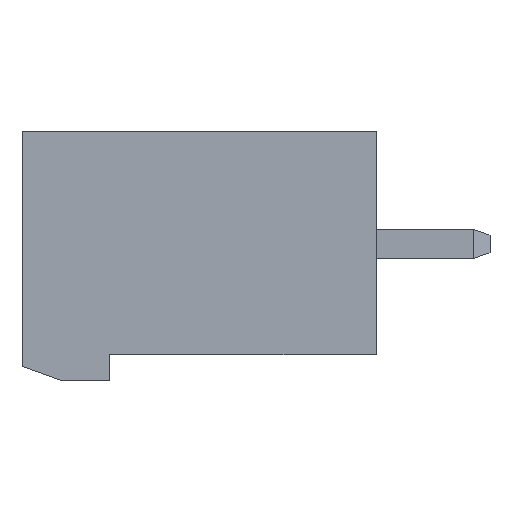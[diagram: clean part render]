
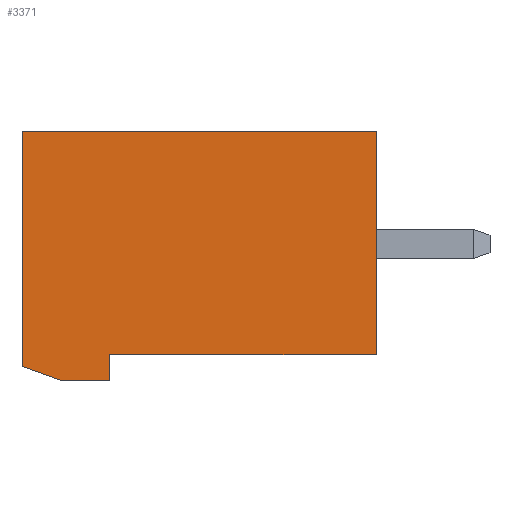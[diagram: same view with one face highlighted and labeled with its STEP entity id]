
A CAD part, left-side view. The second image highlights one B-rep face of the part: STEP entity #3371.
In plain terms, the highlighted planar face has unit normal (-1, 0, 0).
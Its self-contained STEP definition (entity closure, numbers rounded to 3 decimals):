
#149 = AXIS2_PLACEMENT_3D ( 'NONE', #4724, #1848, #6101 ) ;
#301 = VERTEX_POINT ( 'NONE', #862 ) ;
#383 = CARTESIAN_POINT ( 'NONE',  ( -11.16, 8.07, 10.15 ) ) ;
#408 = EDGE_CURVE ( 'NONE', #4605, #5751, #3446, .T. ) ;
#606 = LINE ( 'NONE', #672, #4590 ) ;
#672 = CARTESIAN_POINT ( 'NONE',  ( -11.16, 8.07, 10.15 ) ) ;
#785 = EDGE_CURVE ( 'NONE', #3352, #4800, #3313, .T. ) ;
#817 = EDGE_CURVE ( 'NONE', #301, #2277, #2878, .T. ) ;
#862 = CARTESIAN_POINT ( 'NONE',  ( -11.16, 7.67, 7.15 ) ) ;
#936 = VECTOR ( 'NONE', #5681, 1000. ) ;
#982 = EDGE_CURVE ( 'NONE', #2277, #3844, #2178, .T. ) ;
#1470 = DIRECTION ( 'NONE',  ( 0., -1., 0. ) ) ;
#1609 = EDGE_CURVE ( 'NONE', #3844, #3352, #2064, .T. ) ;
#1766 = CARTESIAN_POINT ( 'NONE',  ( -11.16, 8.57, 7.15 ) ) ;
#1822 = PLANE ( 'NONE',  #149 ) ;
#1843 = DIRECTION ( 'NONE',  ( 0., 0., -1. ) ) ;
#1848 = DIRECTION ( 'NONE',  ( -1., 0., 0. ) ) ;
#1853 = ORIENTED_EDGE ( 'NONE', *, *, #408, .F. ) ;
#1875 = LINE ( 'NONE', #3324, #936 ) ;
#2043 = DIRECTION ( 'NONE',  ( 0., 0.342, -0.94 ) ) ;
#2064 = LINE ( 'NONE', #3477, #3840 ) ;
#2178 = LINE ( 'NONE', #4083, #4854 ) ;
#2277 = VERTEX_POINT ( 'NONE', #4957 ) ;
#2328 = EDGE_CURVE ( 'NONE', #4800, #5751, #606, .T. ) ;
#2381 = EDGE_LOOP ( 'NONE', ( #5337, #5425, #3262, #3278, #2592, #4666, #1853 ) ) ;
#2592 = ORIENTED_EDGE ( 'NONE', *, *, #785, .T. ) ;
#2788 = CARTESIAN_POINT ( 'NONE',  ( -11.16, 0., 10.15 ) ) ;
#2878 = LINE ( 'NONE', #5175, #4153 ) ;
#2920 = CARTESIAN_POINT ( 'NONE',  ( -11.16, 8.57, 7.15 ) ) ;
#3262 = ORIENTED_EDGE ( 'NONE', *, *, #982, .T. ) ;
#3278 = ORIENTED_EDGE ( 'NONE', *, *, #1609, .T. ) ;
#3286 = CARTESIAN_POINT ( 'NONE',  ( -11.16, 0., 10.15 ) ) ;
#3311 = EDGE_CURVE ( 'NONE', #301, #4605, #1875, .T. ) ;
#3313 = LINE ( 'NONE', #3286, #4953 ) ;
#3324 = CARTESIAN_POINT ( 'NONE',  ( -11.16, 8.57, 7.15 ) ) ;
#3352 = VERTEX_POINT ( 'NONE', #2788 ) ;
#3371 = ADVANCED_FACE ( 'NONE', ( #3730 ), #1822, .T. ) ;
#3446 = LINE ( 'NONE', #2920, #3848 ) ;
#3477 = CARTESIAN_POINT ( 'NONE',  ( -11.16, 0., -2. ) ) ;
#3568 = DIRECTION ( 'NONE',  ( 0., 0., 1. ) ) ;
#3730 = FACE_OUTER_BOUND ( 'NONE', #2381, .T. ) ;
#3840 = VECTOR ( 'NONE', #3568, 1000. ) ;
#3844 = VERTEX_POINT ( 'NONE', #5811 ) ;
#3848 = VECTOR ( 'NONE', #4352, 1000. ) ;
#4083 = CARTESIAN_POINT ( 'NONE',  ( -11.16, 7.67, -2. ) ) ;
#4153 = VECTOR ( 'NONE', #1843, 1000. ) ;
#4352 = DIRECTION ( 'NONE',  ( 0., 0., 1. ) ) ;
#4590 = VECTOR ( 'NONE', #2043, 1000. ) ;
#4605 = VERTEX_POINT ( 'NONE', #1766 ) ;
#4666 = ORIENTED_EDGE ( 'NONE', *, *, #2328, .T. ) ;
#4724 = CARTESIAN_POINT ( 'NONE',  ( -11.16, 0., 0. ) ) ;
#4800 = VERTEX_POINT ( 'NONE', #383 ) ;
#4854 = VECTOR ( 'NONE', #1470, 1000. ) ;
#4953 = VECTOR ( 'NONE', #5708, 1000. ) ;
#4957 = CARTESIAN_POINT ( 'NONE',  ( -11.16, 7.67, -2. ) ) ;
#5175 = CARTESIAN_POINT ( 'NONE',  ( -11.16, 7.67, 7.15 ) ) ;
#5337 = ORIENTED_EDGE ( 'NONE', *, *, #3311, .F. ) ;
#5425 = ORIENTED_EDGE ( 'NONE', *, *, #817, .T. ) ;
#5681 = DIRECTION ( 'NONE',  ( 0., 1., 0. ) ) ;
#5708 = DIRECTION ( 'NONE',  ( 0., 1., 0. ) ) ;
#5721 = CARTESIAN_POINT ( 'NONE',  ( -11.16, 8.57, 8.776 ) ) ;
#5751 = VERTEX_POINT ( 'NONE', #5721 ) ;
#5811 = CARTESIAN_POINT ( 'NONE',  ( -11.16, 0., -2. ) ) ;
#6101 = DIRECTION ( 'NONE',  ( 0., 0., 1. ) ) ;
